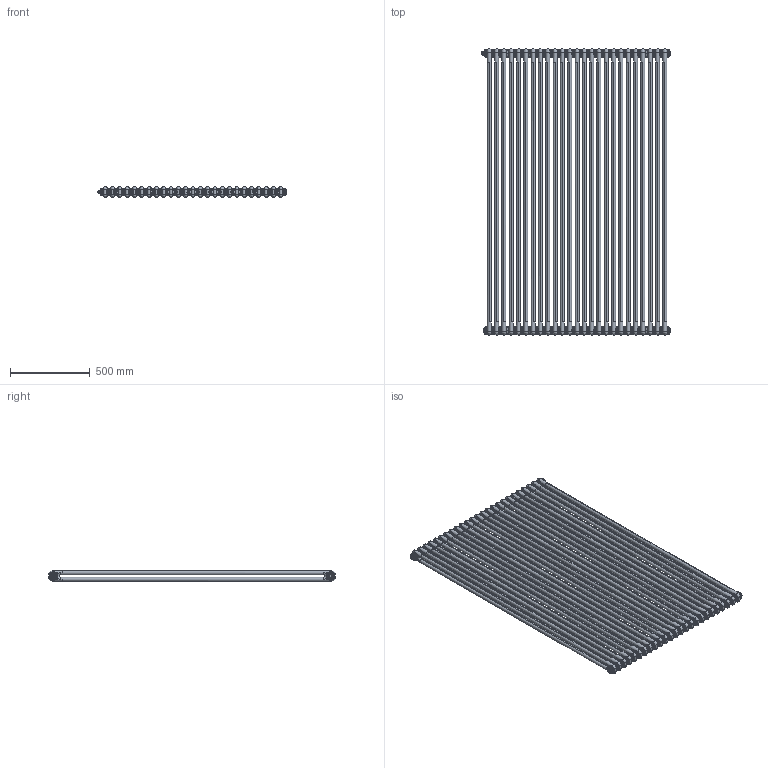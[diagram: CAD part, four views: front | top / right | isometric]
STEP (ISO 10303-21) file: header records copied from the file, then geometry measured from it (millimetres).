
FILE_DESCRIPTION((''),'2;1');
FILE_NAME('3541700041275_3D_SITO_ASM','2024-01-17T11:09:24',('PTC3'),(''),'CREO PARAMETRIC BY PTC INC, 2023092','CREO PARAMETRIC BY PTC INC, 2023092','');
FILE_SCHEMA(('AUTOMOTIVE_DESIGN { 1 0 10303 214 1 1 1 1 }'));
Length unit declared in the file: millimetre
Products named in the file (6): 2661700500034_3D_SITO; 1006381480001_3D_SITO; 1006381480002_3D_SITO; 1011181480002_3D_SITO; 1041001240002; 3541700041275_3D_SITO_ASM
Assembly tree (30 placements, depth 2):
  3541700041275_3D_SITO_ASM
    2661700500034_3D_SITO  x25
    1006381480001_3D_SITO  x2
    1006381480002_3D_SITO
    1011181480002_3D_SITO
    1041001240002
Bounding box: 1183.2 x 1799.91 x 66 mm (x, y, z)
Volume: 47671691.8 mm3; surface area: 7280202.1 mm2
Topology: 30 solids, 39 shells, 2984 faces, 7591 edges, 4654 vertices
Faces by surface type: plane 964, bspline 910, torus 534, cylinder 470, extrusion 64, cone 30, sphere 12
Entity records: 36317 total; most frequent: CARTESIAN_POINT 8726, ORIENTED_EDGE 4470, DIRECTION 4239, EDGE_CURVE 2245, VERTEX_POINT 1435, VECTOR 1423, AXIS2_PLACEMENT_3D 1399, LINE 1375
